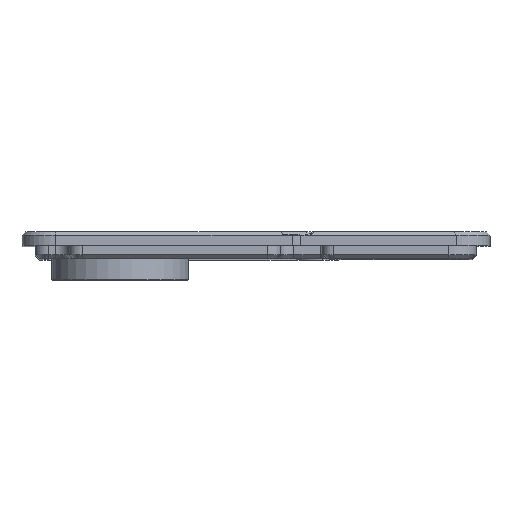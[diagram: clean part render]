
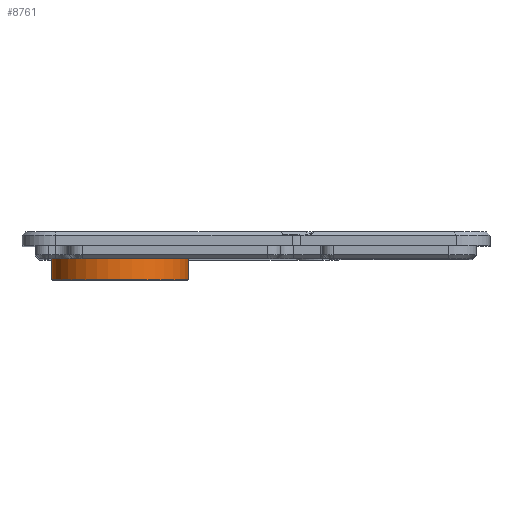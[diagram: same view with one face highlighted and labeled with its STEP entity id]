
A CAD part, top view. The second image highlights one B-rep face of the part: STEP entity #8761.
In plain terms, the highlighted cylindrical face has radius 10.25 mm (diameter 20.5 mm), a full revolution.
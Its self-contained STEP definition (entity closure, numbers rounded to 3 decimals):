
#729=CYLINDRICAL_SURFACE('',#9170,10.25);
#913=CIRCLE('',#9165,10.25);
#915=CIRCLE('',#9171,10.25);
#1361=FACE_OUTER_BOUND('',#1887,.T.);
#1887=EDGE_LOOP('',(#7900,#7901,#7902,#7903));
#2630=LINE('',#16894,#3361);
#3361=VECTOR('',#10614,10.25);
#4234=VERTEX_POINT('',#16882);
#4236=VERTEX_POINT('',#16893);
#5485=EDGE_CURVE('',#4234,#4234,#913,.T.);
#5490=EDGE_CURVE('',#4234,#4236,#2630,.T.);
#5491=EDGE_CURVE('',#4236,#4236,#915,.T.);
#7900=ORIENTED_EDGE('',*,*,#5485,.F.);
#7901=ORIENTED_EDGE('',*,*,#5490,.T.);
#7902=ORIENTED_EDGE('',*,*,#5491,.F.);
#7903=ORIENTED_EDGE('',*,*,#5490,.F.);
#8761=ADVANCED_FACE('',(#1361),#729,.T.);
#9165=AXIS2_PLACEMENT_3D('',#16883,#10599,#10600);
#9170=AXIS2_PLACEMENT_3D('',#16892,#10612,#10613);
#9171=AXIS2_PLACEMENT_3D('',#16895,#10615,#10616);
#10599=DIRECTION('center_axis',(0.,-1.,0.));
#10600=DIRECTION('ref_axis',(1.,0.,0.));
#10612=DIRECTION('center_axis',(0.,-1.,0.));
#10613=DIRECTION('ref_axis',(1.,0.,0.));
#10614=DIRECTION('',(0.,1.,0.));
#10615=DIRECTION('center_axis',(0.,1.,0.));
#10616=DIRECTION('ref_axis',(1.,0.,0.));
#16882=CARTESIAN_POINT('',(4.45,-5.,40.2));
#16883=CARTESIAN_POINT('Origin',(14.7,-5.,40.2));
#16892=CARTESIAN_POINT('Origin',(14.7,0.,40.2));
#16893=CARTESIAN_POINT('',(4.45,0.,40.2));
#16894=CARTESIAN_POINT('',(4.45,0.,40.2));
#16895=CARTESIAN_POINT('Origin',(14.7,0.,40.2));
